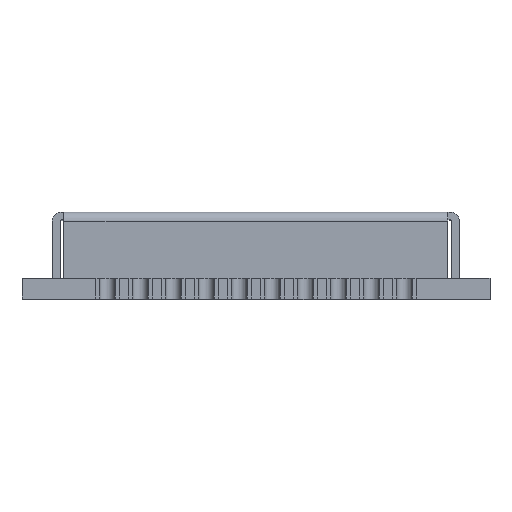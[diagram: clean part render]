
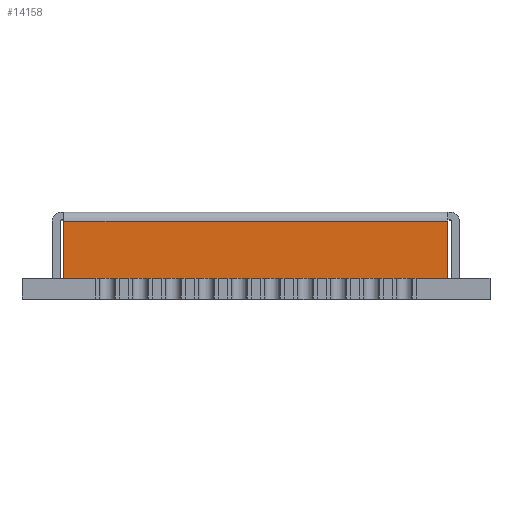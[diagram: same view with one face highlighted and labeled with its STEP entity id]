
A CAD part, top view. The second image highlights one B-rep face of the part: STEP entity #14158.
In plain terms, the highlighted planar face has unit normal (0, 0, 1).
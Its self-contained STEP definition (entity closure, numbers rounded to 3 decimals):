
#92 = EDGE_CURVE ( 'NONE', #13772, #17541, #6896, .T. ) ;
#1302 = DIRECTION ( 'NONE',  ( -1., 0., 0. ) ) ;
#2992 = DIRECTION ( 'NONE',  ( 0., 1., 0. ) ) ;
#3849 = EDGE_LOOP ( 'NONE', ( #19269, #20473, #17599, #22616 ) ) ;
#4005 = FACE_OUTER_BOUND ( 'NONE', #3849, .T. ) ;
#4365 = CARTESIAN_POINT ( 'NONE',  ( 7.379, 30.177, 8.45 ) ) ;
#4521 = DIRECTION ( 'NONE',  ( 0., -1., 0. ) ) ;
#4865 = VECTOR ( 'NONE', #4521, 1000. ) ;
#5081 = CARTESIAN_POINT ( 'NONE',  ( -7.83, 30.177, 8.45 ) ) ;
#5380 = EDGE_CURVE ( 'NONE', #17541, #9058, #8892, .T. ) ;
#5422 = CARTESIAN_POINT ( 'NONE',  ( -7.389, 3., 8.45 ) ) ;
#6741 = AXIS2_PLACEMENT_3D ( 'NONE', #5081, #12618, #1302 ) ;
#6896 = LINE ( 'NONE', #14132, #9021 ) ;
#8388 = CARTESIAN_POINT ( 'NONE',  ( -7.389, 3., 8.45 ) ) ;
#8892 = LINE ( 'NONE', #4365, #23712 ) ;
#9021 = VECTOR ( 'NONE', #12170, 1000. ) ;
#9058 = VERTEX_POINT ( 'NONE', #19038 ) ;
#10687 = PLANE ( 'NONE',  #6741 ) ;
#10789 = VERTEX_POINT ( 'NONE', #5422 ) ;
#12170 = DIRECTION ( 'NONE',  ( 1., 0., 0. ) ) ;
#12618 = DIRECTION ( 'NONE',  ( 0., 0., -1. ) ) ;
#13170 = EDGE_CURVE ( 'NONE', #9058, #10789, #18581, .T. ) ;
#13772 = VERTEX_POINT ( 'NONE', #24955 ) ;
#14132 = CARTESIAN_POINT ( 'NONE',  ( -7.83, 0.8, 8.45 ) ) ;
#14158 = ADVANCED_FACE ( 'NONE', ( #4005 ), #10687, .F. ) ;
#14176 = CARTESIAN_POINT ( 'NONE',  ( -7.389, 30.177, 8.45 ) ) ;
#14347 = VECTOR ( 'NONE', #21932, 1000. ) ;
#15475 = CARTESIAN_POINT ( 'NONE',  ( 7.379, 0.8, 8.45 ) ) ;
#17541 = VERTEX_POINT ( 'NONE', #15475 ) ;
#17599 = ORIENTED_EDGE ( 'NONE', *, *, #23320, .T. ) ;
#18581 = LINE ( 'NONE', #8388, #14347 ) ;
#19038 = CARTESIAN_POINT ( 'NONE',  ( 7.379, 3., 8.45 ) ) ;
#19069 = LINE ( 'NONE', #14176, #4865 ) ;
#19269 = ORIENTED_EDGE ( 'NONE', *, *, #5380, .T. ) ;
#20473 = ORIENTED_EDGE ( 'NONE', *, *, #13170, .T. ) ;
#21932 = DIRECTION ( 'NONE',  ( -1., 0., 0. ) ) ;
#22616 = ORIENTED_EDGE ( 'NONE', *, *, #92, .T. ) ;
#23320 = EDGE_CURVE ( 'NONE', #10789, #13772, #19069, .T. ) ;
#23712 = VECTOR ( 'NONE', #2992, 1000. ) ;
#24955 = CARTESIAN_POINT ( 'NONE',  ( -7.389, 0.8, 8.45 ) ) ;
